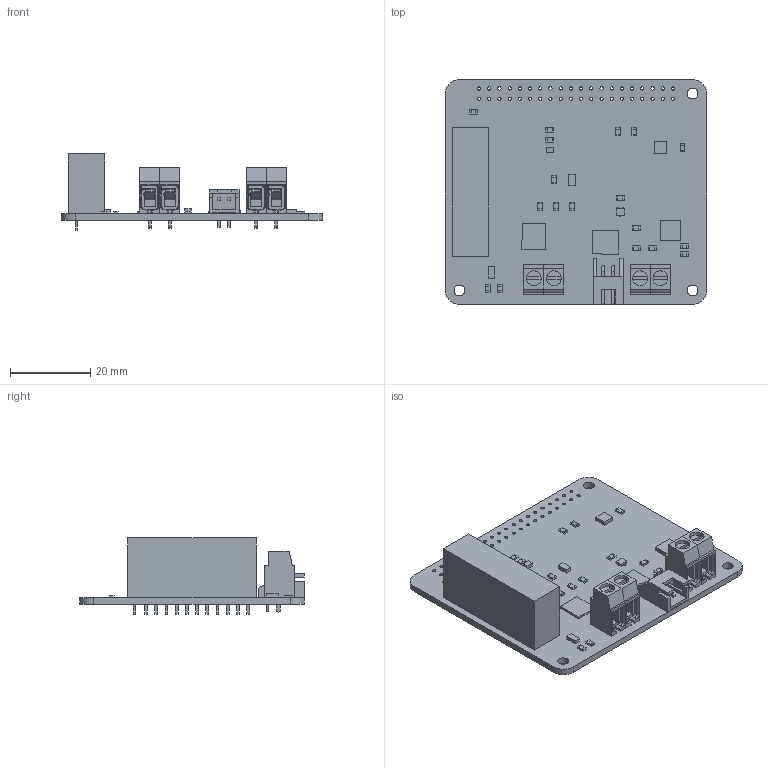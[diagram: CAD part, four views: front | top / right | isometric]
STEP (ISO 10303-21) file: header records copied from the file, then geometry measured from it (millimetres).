
FILE_DESCRIPTION(('Open CASCADE Model'),'2;1');
FILE_NAME('Open CASCADE Shape Model','2024-05-08T12:13:15',('Author'),( 'Open CASCADE'),'Open CASCADE STEP processor 6.8','Open CASCADE 6.8' ,'Unknown');
FILE_SCHEMA(('AUTOMOTIVE_DESIGN { 1 0 10303 214 1 1 1 1 }'));
Length unit declared in the file: millimetre
Products named in the file (70): PCB; BoardInterface_PCB; C1Interface_PCB; 100113920; Extruded; 1255505296; C2Interface_PCB; C3Interface_PCB; 1176370576; 1176370448; C4Interface_PCB; C5Interface_PCB; C6Interface_PCB; D1Interface_PCB; 1255508240; D2Interface_PCB; 100108416; D3Interface_PCB; 1176369936; P1Interface_PCB; 691137710002; Open CASCADE STEP translator 6.8 1.11.1.1; Open CASCADE STEP translator 6.8 1.11.1.2; P2Interface_PCB; S2B-XH-A; Q1Interface_PCB; 100107136; 100107008; R1Interface_PCB; 100107648; R2Interface_PCB; R3Interface_PCB; R4Interface_PCB; R5Interface_PCB; R6Interface_PCB; R7Interface_PCB; 1238197136; U1Interface_PCB; 100109184; U2Interface_PCB ...
Assembly tree (131 placements, depth 4):
  PCB
    BoardInterface_PCB
    C1Interface_PCB
      100113920
        Extruded
      1255505296  x2
        Extruded
    C2Interface_PCB
      1255505296  x2
        Extruded
      100113920
        Extruded
    C3Interface_PCB
      1176370576
        Extruded
      1176370448  x2
        Extruded
    C4Interface_PCB
      1176370448  x2
        Extruded
      1176370576
        Extruded
    C5Interface_PCB
      1176370576
        Extruded
      1176370448  x2
        Extruded
    C6Interface_PCB
      1255505296  x2
        Extruded
      100113920
        Extruded
    D1Interface_PCB
      1255508240
        Extruded
    D2Interface_PCB
      100108416
        Extruded
    D3Interface_PCB
      1176369936
        Extruded
    P1Interface_PCB
      691137710002
        Open CASCADE STEP translator 6.8 1.11.1.1
        Open CASCADE STEP translator 6.8 1.11.1.2
    P2Interface_PCB
      S2B-XH-A
    Q1Interface_PCB
      100107136
        Extruded
      100107008  x3
        Extruded
    R1Interface_PCB
      100107648
        Extruded
      1255505296  x2
        Extruded
    R2Interface_PCB
      100107648
        Extruded
Bounding box: 65 x 56 x 18.95 mm (x, y, z)
Volume: 11731.7 mm3; surface area: 12944.1 mm2
Topology: 84 solids, 84 shells, 1012 faces, 2456 edges, 1624 vertices
Faces by surface type: plane 826, cylinder 178, cone 8
Full cylindrical faces by diameter (mm): 0.3 x9, 0.8 x40, 0.9 x2, 1.2 x12, 1.3 x4, 2.7 x3
Entity records: 17929 total; most frequent: CARTESIAN_POINT 3108, DIRECTION 2552, ORIENTED_EDGE 2312, EDGE_CURVE 1156, LINE 884, VECTOR 884, AXIS2_PLACEMENT_3D 834, VERTEX_POINT 764
